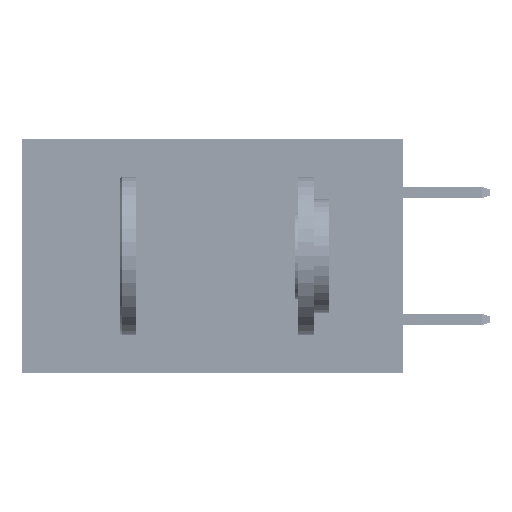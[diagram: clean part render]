
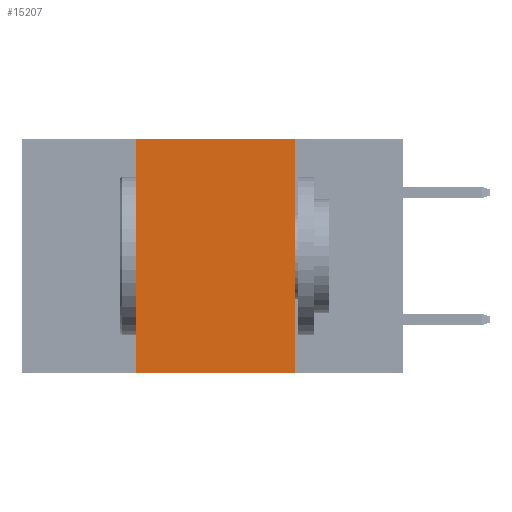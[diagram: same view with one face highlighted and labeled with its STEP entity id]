
A CAD part, left-side view. The second image highlights one B-rep face of the part: STEP entity #15207.
In plain terms, the highlighted planar face has unit normal (-1, 0, 0).
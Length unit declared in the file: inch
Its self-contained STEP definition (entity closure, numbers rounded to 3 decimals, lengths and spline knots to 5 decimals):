
#2112 = VECTOR ( 'NONE', #2705, 39.37008 ) ;
#2346 = EDGE_CURVE ( 'NONE', #10657, #25211, #25216, .T. ) ;
#2705 = DIRECTION ( 'NONE',  ( 0., 0., 1. ) ) ;
#3217 = LINE ( 'NONE', #26133, #2112 ) ;
#3789 = EDGE_CURVE ( 'NONE', #50597, #10657, #26934, .T. ) ;
#4190 = CARTESIAN_POINT ( 'NONE',  ( 0., 0.6, -0.37 ) ) ;
#6707 = DIRECTION ( 'NONE',  ( 1., 0., 0. ) ) ;
#7050 = VECTOR ( 'NONE', #8866, 39.37008 ) ;
#7688 = EDGE_CURVE ( 'NONE', #9487, #25211, #39843, .T. ) ;
#8662 = AXIS2_PLACEMENT_3D ( 'NONE', #22346, #6707, #13744 ) ;
#8866 = DIRECTION ( 'NONE',  ( 0., -1., 0. ) ) ;
#9487 = VERTEX_POINT ( 'NONE', #27324 ) ;
#10581 = ORIENTED_EDGE ( 'NONE', *, *, #2346, .F. ) ;
#10657 = VERTEX_POINT ( 'NONE', #24833 ) ;
#11857 = CARTESIAN_POINT ( 'NONE',  ( 0., 0.17, -0.37 ) ) ;
#13248 = DIRECTION ( 'NONE',  ( 0., 0., -1. ) ) ;
#13744 = DIRECTION ( 'NONE',  ( 0., 0., -1. ) ) ;
#15207 = ADVANCED_FACE ( 'NONE', ( #34312 ), #45487, .F. ) ;
#16417 = VECTOR ( 'NONE', #13248, 39.37008 ) ;
#22090 = CARTESIAN_POINT ( 'NONE',  ( 0., 0.17, 0. ) ) ;
#22346 = CARTESIAN_POINT ( 'NONE',  ( 0., 0.6, 0. ) ) ;
#23520 = CARTESIAN_POINT ( 'NONE',  ( 0., 0.42, 0. ) ) ;
#23976 = DIRECTION ( 'NONE',  ( 0., -1., 0. ) ) ;
#24833 = CARTESIAN_POINT ( 'NONE',  ( 0., 0.17, 0. ) ) ;
#25211 = VERTEX_POINT ( 'NONE', #11857 ) ;
#25216 = LINE ( 'NONE', #22090, #16417 ) ;
#26133 = CARTESIAN_POINT ( 'NONE',  ( 0., 0.42, 0. ) ) ;
#26934 = LINE ( 'NONE', #38906, #7050 ) ;
#27324 = CARTESIAN_POINT ( 'NONE',  ( 0., 0.42, -0.37 ) ) ;
#31890 = ORIENTED_EDGE ( 'NONE', *, *, #7688, .T. ) ;
#34312 = FACE_OUTER_BOUND ( 'NONE', #42652, .T. ) ;
#36673 = VECTOR ( 'NONE', #23976, 39.37008 ) ;
#38906 = CARTESIAN_POINT ( 'NONE',  ( 0., 0.6, 0. ) ) ;
#39189 = ORIENTED_EDGE ( 'NONE', *, *, #3789, .F. ) ;
#39843 = LINE ( 'NONE', #4190, #36673 ) ;
#40209 = EDGE_CURVE ( 'NONE', #9487, #50597, #3217, .T. ) ;
#41478 = ORIENTED_EDGE ( 'NONE', *, *, #40209, .F. ) ;
#42652 = EDGE_LOOP ( 'NONE', ( #10581, #39189, #41478, #31890 ) ) ;
#45487 = PLANE ( 'NONE',  #8662 ) ;
#50597 = VERTEX_POINT ( 'NONE', #23520 ) ;
